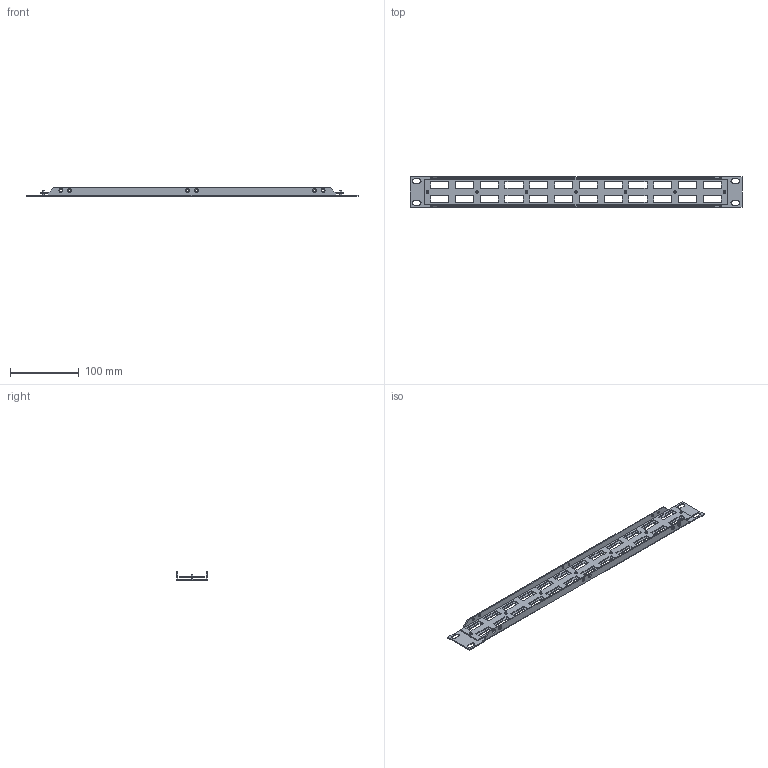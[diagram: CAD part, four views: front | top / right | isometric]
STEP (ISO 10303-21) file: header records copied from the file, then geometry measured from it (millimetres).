
FILE_DESCRIPTION (( 'STEP AP214' ), '1' );
FILE_NAME ('PR175SCDLCQ24_3D.step', '2026-01-13T23:03:47', ( '' ), ( '' ), 'SwSTEP 2.0', 'SolidWorks 2025', '' );
FILE_SCHEMA (( 'AUTOMOTIVE_DESIGN' ));
Length unit declared in the file: inch
Products named in the file (4): 1AP14-004; 1AP06-005-MA1; 1AP13-001; PR175SCDLCQ24_3D
Assembly tree (9 placements, depth 2):
  PR175SCDLCQ24_3D
    1AP14-004
    1AP06-005-MA1  x7
    1AP13-001
Bounding box: 482.6 x 43.94 x 12.65 mm (x, y, z)
Volume: 50863.3 mm3; surface area: 76283.4 mm2
Topology: 9 solids, 9 shells, 1028 faces, 2777 edges, 1838 vertices
Faces by surface type: plane 581, bspline 323, cylinder 100, cone 24
Entity records: 45286 total; most frequent: CARTESIAN_POINT 21836, ORIENTED_EDGE 5410, DIRECTION 3577, EDGE_CURVE 2705, VECTOR 1875, LINE 1875, VERTEX_POINT 1790, EDGE_LOOP 1207
